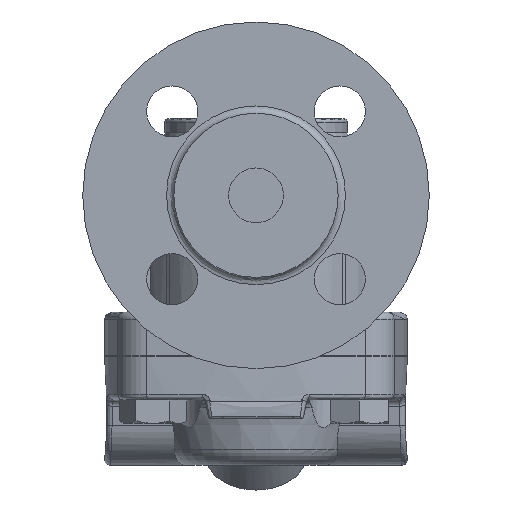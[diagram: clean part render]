
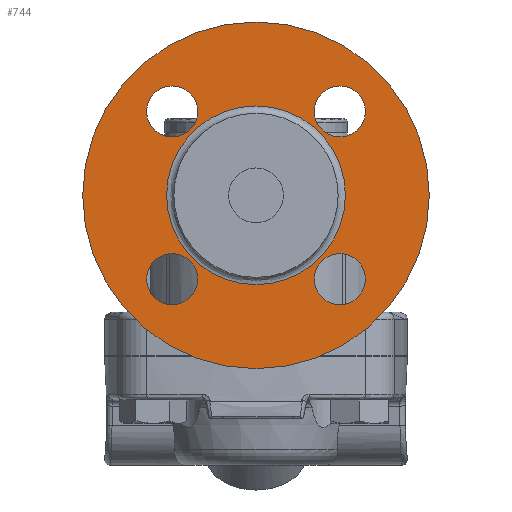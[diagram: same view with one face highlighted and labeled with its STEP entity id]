
A CAD part, left-side view. The second image highlights one B-rep face of the part: STEP entity #744.
In plain terms, the highlighted planar face has unit normal (-1, 0, 0).
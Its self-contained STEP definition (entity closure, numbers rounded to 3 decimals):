
#170=CARTESIAN_POINT('',(-70.,-29.981,21.019));
#171=VERTEX_POINT('',#170);
#172=CARTESIAN_POINT('',(-70.,-22.981,21.019));
#173=DIRECTION('',(1.0,0.0,0.0));
#174=DIRECTION('',(0.0,-1.0,0.0));
#175=AXIS2_PLACEMENT_3D('',#172,#173,#174);
#176=CIRCLE('',#175,7.);
#177=EDGE_CURVE('',#171,#171,#176,.T.);
#219=CARTESIAN_POINT('',(-70.,22.981,14.019));
#220=VERTEX_POINT('',#219);
#221=CARTESIAN_POINT('',(-70.,22.981,21.019));
#222=DIRECTION('',(1.0,0.0,0.0));
#223=DIRECTION('',(0.0,0.0,-1.0));
#224=AXIS2_PLACEMENT_3D('',#221,#222,#223);
#225=CIRCLE('',#224,7.);
#226=EDGE_CURVE('',#220,#220,#225,.T.);
#268=CARTESIAN_POINT('',(-70.0,29.981,66.981));
#269=VERTEX_POINT('',#268);
#270=CARTESIAN_POINT('',(-70.0,22.981,66.981));
#271=DIRECTION('',(1.0,0.0,0.0));
#272=DIRECTION('',(0.0,1.0,0.0));
#273=AXIS2_PLACEMENT_3D('',#270,#271,#272);
#274=CIRCLE('',#273,7.);
#275=EDGE_CURVE('',#269,#269,#274,.T.);
#317=CARTESIAN_POINT('',(-70.0,-22.981,73.981));
#318=VERTEX_POINT('',#317);
#319=CARTESIAN_POINT('',(-70.0,-22.981,66.981));
#320=DIRECTION('',(1.0,0.0,0.0));
#321=DIRECTION('',(0.0,0.0,1.0));
#322=AXIS2_PLACEMENT_3D('',#319,#320,#321);
#323=CIRCLE('',#322,7.);
#324=EDGE_CURVE('',#318,#318,#323,.T.);
#550=CARTESIAN_POINT('',(-70.0,0.0,91.5));
#551=VERTEX_POINT('',#550);
#552=CARTESIAN_POINT('',(-70.,0.0,44.));
#553=DIRECTION('',(-1.0,0.0,0.0));
#554=DIRECTION('',(0.0,0.0,1.0));
#555=AXIS2_PLACEMENT_3D('',#552,#553,#554);
#556=CIRCLE('',#555,47.5);
#557=EDGE_CURVE('',#551,#551,#556,.T.);
#698=CARTESIAN_POINT('',(-70.0,0.0,68.5));
#699=VERTEX_POINT('',#698);
#700=CARTESIAN_POINT('',(-70.,0.0,44.));
#701=DIRECTION('',(-1.0,0.0,0.0));
#702=DIRECTION('',(0.0,0.0,-1.0));
#703=AXIS2_PLACEMENT_3D('',#700,#701,#702);
#704=CIRCLE('',#703,24.5);
#705=EDGE_CURVE('',#699,#699,#704,.T.);
#721=CARTESIAN_POINT('',(-70.0,0.0,79.0));
#722=DIRECTION('',(-1.0,0.0,0.0));
#723=DIRECTION('',(0.0,0.0,1.0));
#724=AXIS2_PLACEMENT_3D('',#721,#722,#723);
#725=PLANE('',#724);
#726=ORIENTED_EDGE('',*,*,#557,.T.);
#727=EDGE_LOOP('',(#726));
#728=FACE_OUTER_BOUND('',#727,.T.);
#729=ORIENTED_EDGE('',*,*,#177,.T.);
#730=EDGE_LOOP('',(#729));
#731=FACE_BOUND('',#730,.T.);
#732=ORIENTED_EDGE('',*,*,#226,.T.);
#733=EDGE_LOOP('',(#732));
#734=FACE_BOUND('',#733,.T.);
#735=ORIENTED_EDGE('',*,*,#275,.T.);
#736=EDGE_LOOP('',(#735));
#737=FACE_BOUND('',#736,.T.);
#738=ORIENTED_EDGE('',*,*,#324,.T.);
#739=EDGE_LOOP('',(#738));
#740=FACE_BOUND('',#739,.T.);
#741=ORIENTED_EDGE('',*,*,#705,.F.);
#742=EDGE_LOOP('',(#741));
#743=FACE_BOUND('',#742,.T.);
#744=ADVANCED_FACE('',(#728,#731,#734,#737,#740,#743),#725,.T.);
